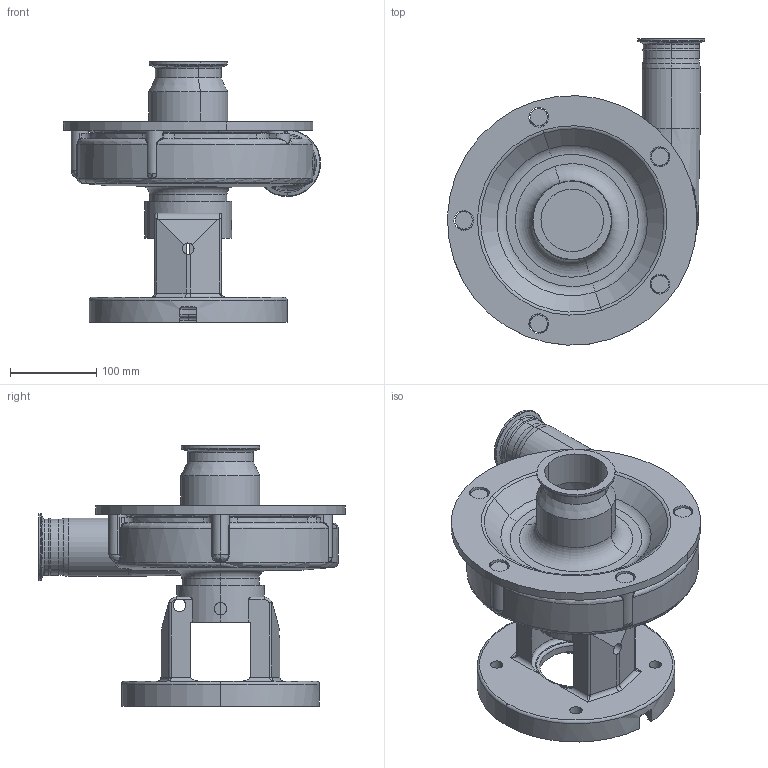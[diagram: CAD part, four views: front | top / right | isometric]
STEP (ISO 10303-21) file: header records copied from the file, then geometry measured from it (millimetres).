
FILE_DESCRIPTION (( 'STEP AP214' ), '1' );
FILE_NAME ('FPX 3541-3542 180TC VERT.STEP', '2022-12-19T15:48:12', ( '' ), ( '' ), 'SwSTEP 2.0', 'SolidWorks 2021', '' );
FILE_SCHEMA (( 'AUTOMOTIVE_DESIGN' ));
Length unit declared in the file: millimetre
Products named in the file (2): FPX 354 180TC VERT^1275000093.STEP; FPX 3541-3542 180TC VERT
Assembly tree (1 placements, depth 2):
  FPX 3541-3542 180TC VERT
    FPX 354 180TC VERT^1275000093.STEP
Bounding box: 298.66 x 355.91 x 303 mm (x, y, z)
Volume: 4776983.5 mm3; surface area: 558371.1 mm2
Topology: 1 solids, 3 shells, 529 faces, 1312 edges, 768 vertices
Faces by surface type: cylinder 191, torus 128, plane 91, bspline 78, cone 24, sphere 17
Entity records: 40594 total; most frequent: CARTESIAN_POINT 28530, ORIENTED_EDGE 2588, DIRECTION 2484, EDGE_CURVE 1294, AXIS2_PLACEMENT_3D 1063, VERTEX_POINT 766, CIRCLE 608, EDGE_LOOP 560
